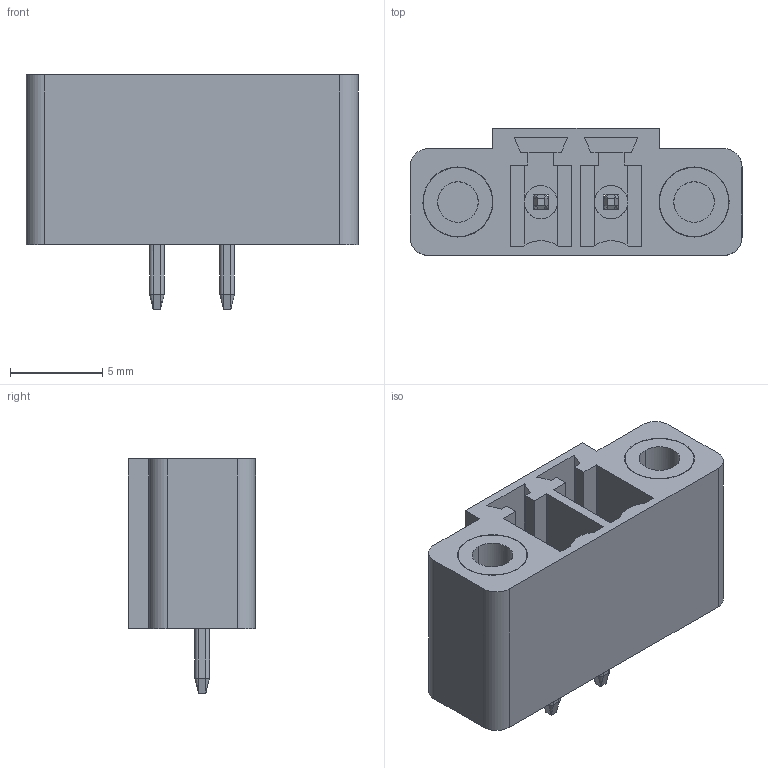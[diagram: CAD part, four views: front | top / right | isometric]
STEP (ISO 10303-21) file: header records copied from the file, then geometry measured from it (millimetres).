
FILE_DESCRIPTION(('CATIA V5 STEP Exchange','CAx-IF Rec.Pracs.--- Model Styling and Organization---1.4--- 2014-01-23'),'2;1');
FILE_NAME ('D1563723_0_2643230000_2643230000.stp','2023-02-21T15:01:37+00:00',('none'),('Weidmueller'),'CATIA Version 5-6 Release 2016 SP3 HF44','CATIA V5 STEP AP214','none');
FILE_SCHEMA(('AUTOMOTIVE_DESIGN { 1 0 10303 214 1 1 1 1 }'));
Length unit declared in the file: millimetre
Products named in the file (1): 2643230000
Bounding box: 18.01 x 6.9 x 12.7 mm (x, y, z)
Volume: 698.8 mm3; surface area: 1533.9 mm2
Topology: 1 solids, 1 shells, 969 faces, 2814 edges, 1852 vertices
Faces by surface type: plane 897, cylinder 36, bspline 20, cone 16
Entity records: 33089 total; most frequent: CARTESIAN_POINT 6886, ORIENTED_EDGE 5596, DIRECTION 4570, EDGE_CURVE 2798, VECTOR 2602, LINE 2602, VERTEX_POINT 1852, AXIS2_PLACEMENT_3D 1020
